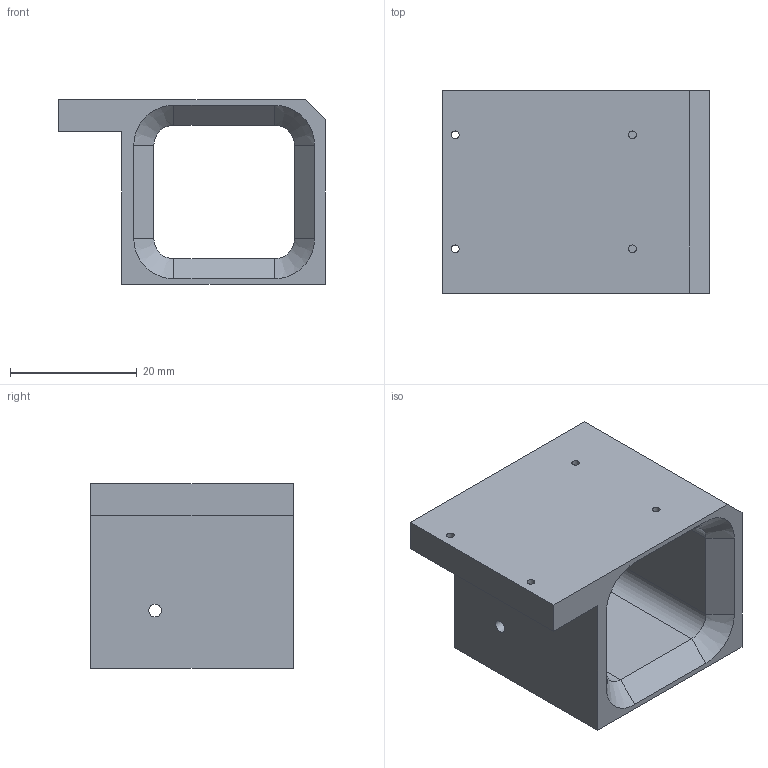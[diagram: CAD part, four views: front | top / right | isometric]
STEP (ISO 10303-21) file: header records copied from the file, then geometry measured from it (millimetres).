
FILE_DESCRIPTION(/* description */ ('NP2 FIBER SPACER BLOCK'),/* implementation_level */ '2;1');
FILE_NAME(/* name */ 'J010039 NP2 FIBER SPACER BLOCK Rev -.stp',/* time_stamp */ '2021-10-14T12:52:05-04:00',/* author */ ('arnoldj'),/* organization */ (''),/* preprocessor_version */ 'ST-DEVELOPER v18',/* originating_system */ 'Autodesk Inventor 2020',/* authorisation */ '');
FILE_SCHEMA (('AUTOMOTIVE_DESIGN { 1 0 10303 214 3 1 1 }'));
Length unit declared in the file: inch
Products named in the file (1): J010039
Bounding box: 42.16 x 32 x 29.21 mm (x, y, z)
Volume: 15849 mm3; surface area: 8120.1 mm2
Topology: 1 solids, 1 shells, 47 faces, 134 edges, 95 vertices
Faces by surface type: plane 21, cylinder 14, cone 12
Full cylindrical faces by diameter (mm): 1.221 x4, 1.575 x4, 2.013 x2
Entity records: 1587 total; most frequent: DIRECTION 269, CARTESIAN_POINT 267, ORIENTED_EDGE 248, EDGE_CURVE 124, AXIS2_PLACEMENT_3D 97, VERTEX_POINT 83, LINE 75, VECTOR 75
